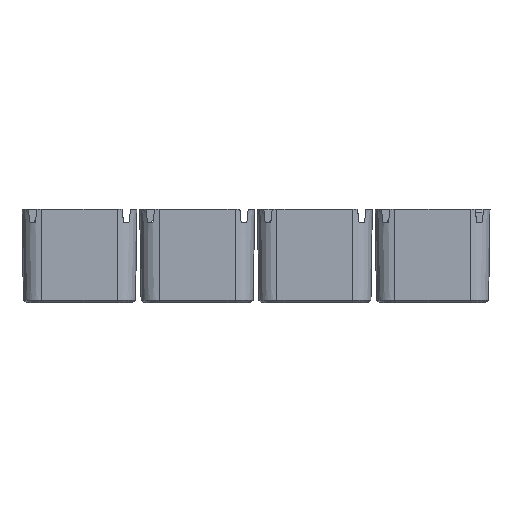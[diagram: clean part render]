
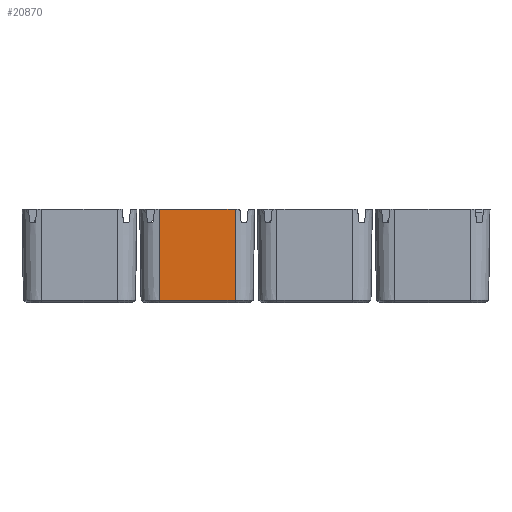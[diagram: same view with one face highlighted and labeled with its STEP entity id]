
A CAD part, left-side view. The second image highlights one B-rep face of the part: STEP entity #20870.
In plain terms, the highlighted planar face has unit normal (-1, 0, -0.015).
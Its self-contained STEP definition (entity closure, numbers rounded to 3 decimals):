
#19862 = PLANE('',#19863);
#19863 = AXIS2_PLACEMENT_3D('',#19864,#19865,#19866);
#19864 = CARTESIAN_POINT('',(7.,34.2,33.7));
#19865 = DIRECTION('',(0.,0.,1.));
#19866 = DIRECTION('',(1.,0.,0.));
#20101 = CONICAL_SURFACE('',#20102,7.,0.015);
#20102 = AXIS2_PLACEMENT_3D('',#20103,#20104,#20105);
#20103 = CARTESIAN_POINT('',(7.,34.2,33.7));
#20104 = DIRECTION('',(0.,0.,1.));
#20105 = DIRECTION('',(1.,0.,0.));
#20198 = VERTEX_POINT('',#20199);
#20199 = CARTESIAN_POINT('',(0.,34.2,33.7));
#20221 = EDGE_CURVE('',#20222,#20198,#20224,.T.);
#20222 = VERTEX_POINT('',#20223);
#20223 = CARTESIAN_POINT('',(0.,7.,33.7));
#20224 = SURFACE_CURVE('',#20225,(#20229,#20236),.PCURVE_S1.);
#20225 = LINE('',#20226,#20227);
#20226 = CARTESIAN_POINT('',(0.,20.6,33.7));
#20227 = VECTOR('',#20228,1.);
#20228 = DIRECTION('',(0.,1.,0.));
#20229 = PCURVE('',#19862,#20230);
#20230 = DEFINITIONAL_REPRESENTATION('',(#20231),#20235);
#20231 = LINE('',#20232,#20233);
#20232 = CARTESIAN_POINT('',(-7.,-13.6));
#20233 = VECTOR('',#20234,1.);
#20234 = DIRECTION('',(0.,1.));
#20235 = ( GEOMETRIC_REPRESENTATION_CONTEXT(2)
PARAMETRIC_REPRESENTATION_CONTEXT() REPRESENTATION_CONTEXT('2D SPACE',''
  ) );
#20236 = PCURVE('',#20237,#20242);
#20237 = PLANE('',#20238);
#20238 = AXIS2_PLACEMENT_3D('',#20239,#20240,#20241);
#20239 = CARTESIAN_POINT('',(0.5,20.6,0.));
#20240 = DIRECTION('',(1.,0.,0.015));
#20241 = DIRECTION('',(0.,-1.,0.));
#20242 = DEFINITIONAL_REPRESENTATION('',(#20243),#20247);
#20243 = LINE('',#20244,#20245);
#20244 = CARTESIAN_POINT('',(0.,-33.704));
#20245 = VECTOR('',#20246,1.);
#20246 = DIRECTION('',(-1.,0.));
#20247 = ( GEOMETRIC_REPRESENTATION_CONTEXT(2)
PARAMETRIC_REPRESENTATION_CONTEXT() REPRESENTATION_CONTEXT('2D SPACE',''
  ) );
#20266 = CONICAL_SURFACE('',#20267,7.,0.015);
#20267 = AXIS2_PLACEMENT_3D('',#20268,#20269,#20270);
#20268 = CARTESIAN_POINT('',(7.,7.,33.7));
#20269 = DIRECTION('',(0.,0.,1.));
#20270 = DIRECTION('',(1.,0.,0.));
#20582 = VERTEX_POINT('',#20583);
#20583 = CARTESIAN_POINT('',(0.485,7.,1.));
#20610 = EDGE_CURVE('',#20222,#20582,#20611,.T.);
#20611 = SURFACE_CURVE('',#20612,(#20615,#20621),.PCURVE_S1.);
#20612 = B_SPLINE_CURVE_WITH_KNOTS('',1,(#20613,#20614),.UNSPECIFIED.,
  .F.,.F.,(2,2),(0.,1.),.PIECEWISE_BEZIER_KNOTS.);
#20613 = CARTESIAN_POINT('',(0.,7.,33.7));
#20614 = CARTESIAN_POINT('',(0.5,7.,0.));
#20615 = PCURVE('',#20266,#20616);
#20616 = DEFINITIONAL_REPRESENTATION('',(#20617),#20620);
#20617 = B_SPLINE_CURVE_WITH_KNOTS('',1,(#20618,#20619),.UNSPECIFIED.,
  .F.,.F.,(2,2),(0.,1.),.PIECEWISE_BEZIER_KNOTS.);
#20618 = CARTESIAN_POINT('',(3.142,0.));
#20619 = CARTESIAN_POINT('',(3.142,-33.7));
#20620 = ( GEOMETRIC_REPRESENTATION_CONTEXT(2)
PARAMETRIC_REPRESENTATION_CONTEXT() REPRESENTATION_CONTEXT('2D SPACE',''
  ) );
#20621 = PCURVE('',#20237,#20622);
#20622 = DEFINITIONAL_REPRESENTATION('',(#20623),#20626);
#20623 = B_SPLINE_CURVE_WITH_KNOTS('',1,(#20624,#20625),.UNSPECIFIED.,
  .F.,.F.,(2,2),(0.,1.),.PIECEWISE_BEZIER_KNOTS.);
#20624 = CARTESIAN_POINT('',(13.6,-33.704));
#20625 = CARTESIAN_POINT('',(13.6,0.));
#20626 = ( GEOMETRIC_REPRESENTATION_CONTEXT(2)
PARAMETRIC_REPRESENTATION_CONTEXT() REPRESENTATION_CONTEXT('2D SPACE',''
  ) );
#20870 = ADVANCED_FACE('',(#20871),#20237,.F.);
#20871 = FACE_BOUND('',#20872,.F.);
#20872 = EDGE_LOOP('',(#20873,#20874,#20902,#20923));
#20873 = ORIENTED_EDGE('',*,*,#20610,.T.);
#20874 = ORIENTED_EDGE('',*,*,#20875,.F.);
#20875 = EDGE_CURVE('',#20876,#20582,#20878,.T.);
#20876 = VERTEX_POINT('',#20877);
#20877 = CARTESIAN_POINT('',(0.485,34.2,1.));
#20878 = SURFACE_CURVE('',#20879,(#20883,#20890),.PCURVE_S1.);
#20879 = LINE('',#20880,#20881);
#20880 = CARTESIAN_POINT('',(0.485,34.2,1.));
#20881 = VECTOR('',#20882,1.);
#20882 = DIRECTION('',(-0.,-1.,-0.));
#20883 = PCURVE('',#20237,#20884);
#20884 = DEFINITIONAL_REPRESENTATION('',(#20885),#20889);
#20885 = LINE('',#20886,#20887);
#20886 = CARTESIAN_POINT('',(-13.6,-1.));
#20887 = VECTOR('',#20888,1.);
#20888 = DIRECTION('',(1.,0.));
#20889 = ( GEOMETRIC_REPRESENTATION_CONTEXT(2)
PARAMETRIC_REPRESENTATION_CONTEXT() REPRESENTATION_CONTEXT('2D SPACE',''
  ) );
#20890 = PCURVE('',#20891,#20896);
#20891 = PLANE('',#20892);
#20892 = AXIS2_PLACEMENT_3D('',#20893,#20894,#20895);
#20893 = CARTESIAN_POINT('',(0.993,34.2,0.5));
#20894 = DIRECTION('',(-0.702,0.,-0.712
    ));
#20895 = DIRECTION('',(0.,-1.,0.));
#20896 = DEFINITIONAL_REPRESENTATION('',(#20897),#20901);
#20897 = LINE('',#20898,#20899);
#20898 = CARTESIAN_POINT('',(0.,0.712));
#20899 = VECTOR('',#20900,1.);
#20900 = DIRECTION('',(1.,0.));
#20901 = ( GEOMETRIC_REPRESENTATION_CONTEXT(2)
PARAMETRIC_REPRESENTATION_CONTEXT() REPRESENTATION_CONTEXT('2D SPACE',''
  ) );
#20902 = ORIENTED_EDGE('',*,*,#20903,.T.);
#20903 = EDGE_CURVE('',#20876,#20198,#20904,.T.);
#20904 = SURFACE_CURVE('',#20905,(#20909,#20916),.PCURVE_S1.);
#20905 = LINE('',#20906,#20907);
#20906 = CARTESIAN_POINT('',(0.5,34.2,0.));
#20907 = VECTOR('',#20908,1.);
#20908 = DIRECTION('',(-0.015,0.,1.));
#20909 = PCURVE('',#20237,#20910);
#20910 = DEFINITIONAL_REPRESENTATION('',(#20911),#20915);
#20911 = LINE('',#20912,#20913);
#20912 = CARTESIAN_POINT('',(-13.6,0.));
#20913 = VECTOR('',#20914,1.);
#20914 = DIRECTION('',(0.,-1.));
#20915 = ( GEOMETRIC_REPRESENTATION_CONTEXT(2)
PARAMETRIC_REPRESENTATION_CONTEXT() REPRESENTATION_CONTEXT('2D SPACE',''
  ) );
#20916 = PCURVE('',#20101,#20917);
#20917 = DEFINITIONAL_REPRESENTATION('',(#20918),#20922);
#20918 = LINE('',#20919,#20920);
#20919 = CARTESIAN_POINT('',(3.142,-33.7));
#20920 = VECTOR('',#20921,1.);
#20921 = DIRECTION('',(-0.,1.));
#20922 = ( GEOMETRIC_REPRESENTATION_CONTEXT(2)
PARAMETRIC_REPRESENTATION_CONTEXT() REPRESENTATION_CONTEXT('2D SPACE',''
  ) );
#20923 = ORIENTED_EDGE('',*,*,#20221,.F.);
